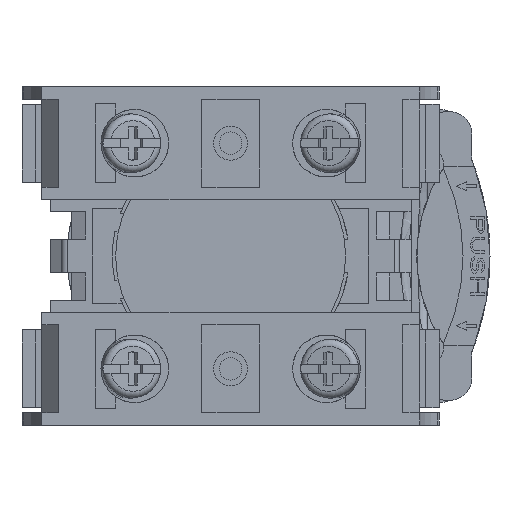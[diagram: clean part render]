
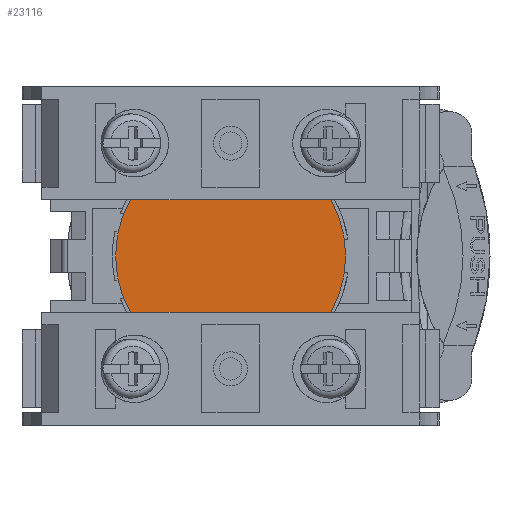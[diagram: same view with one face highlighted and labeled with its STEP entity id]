
A CAD part, front view. The second image highlights one B-rep face of the part: STEP entity #23116.
In plain terms, the highlighted planar face has unit normal (0, -1, 0).
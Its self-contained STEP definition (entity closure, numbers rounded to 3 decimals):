
#21757=CARTESIAN_POINT('',(0.,-22.5,0.));
#21758=DIRECTION('',(0.,-1.,0.));
#21759=DIRECTION('',(1.,0.,0.));
#21760=AXIS2_PLACEMENT_3D('',#21757,#21758,#21759);
#21766=CARTESIAN_POINT('',(0.,-22.5,0.));
#21767=DIRECTION('',(0.,1.,0.));
#21768=DIRECTION('',(1.,0.,0.));
#21769=AXIS2_PLACEMENT_3D('',#21766,#21767,#21768);
#22821=CARTESIAN_POINT('',(10.2,-22.5,0.));
#22823=VERTEX_POINT('',#22821);
#22831=CARTESIAN_POINT('',(-10.2,-22.5,0.));
#22833=VERTEX_POINT('',#22831);
#23105=CARTESIAN_POINT('',(0.,-22.5,0.));
#23106=DIRECTION('',(0.,1.,0.));
#23107=DIRECTION('',(1.,0.,0.));
#23108=AXIS2_PLACEMENT_3D('',#23105,#23106,#23107);
#23109=PLANE('',#23108);
#23111=ORIENTED_EDGE('',*,*,#23110,.F.);
#23113=ORIENTED_EDGE('',*,*,#23112,.T.);
#23114=EDGE_LOOP('',(#23111,#23113));
#23115=FACE_OUTER_BOUND('',#23114,.F.);
#21761=CIRCLE('',#21760,10.2);
#21770=CIRCLE('',#21769,10.2);
#23110=EDGE_CURVE('',#22823,#22833,#21761,.T.);
#23112=EDGE_CURVE('',#22823,#22833,#21770,.T.);
#23116=ADVANCED_FACE('',(#23115),#23109,.F.);
